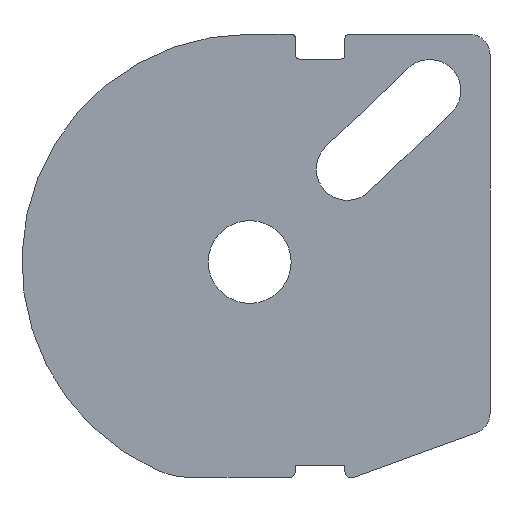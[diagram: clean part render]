
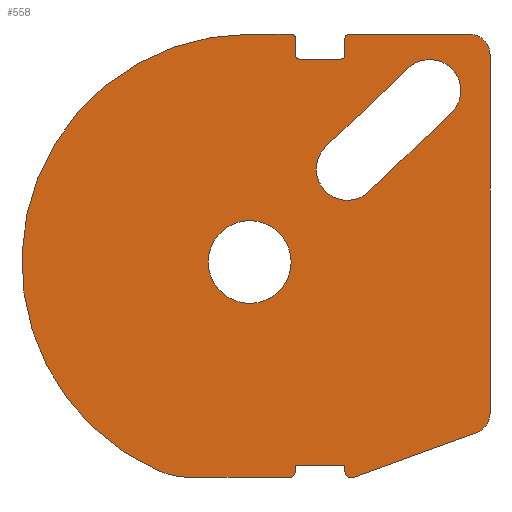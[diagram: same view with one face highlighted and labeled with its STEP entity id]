
A CAD part, left-side view. The second image highlights one B-rep face of the part: STEP entity #558.
In plain terms, the highlighted planar face has unit normal (-1, 0, 0).
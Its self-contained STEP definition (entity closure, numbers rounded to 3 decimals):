
#15=FACE_BOUND('',#68,.T.);
#16=FACE_BOUND('',#69,.T.);
#21=PLANE('',#592);
#37=FACE_OUTER_BOUND('',#67,.T.);
#67=EDGE_LOOP('',(#383,#384,#385,#386,#387,#388,#389,#390,#391,#392,#393,
#394,#395,#396,#397,#398,#399,#400,#401,#402,#403,#404,#405));
#68=EDGE_LOOP('',(#406,#407,#408,#409));
#69=EDGE_LOOP('',(#410));
#102=LINE('',#835,#155);
#105=LINE('',#841,#158);
#106=LINE('',#845,#159);
#107=LINE('',#849,#160);
#108=LINE('',#853,#161);
#109=LINE('',#857,#162);
#110=LINE('',#861,#163);
#111=LINE('',#865,#164);
#112=LINE('',#869,#165);
#113=LINE('',#873,#166);
#114=LINE('',#877,#167);
#115=LINE('',#883,#168);
#116=LINE('',#887,#169);
#155=VECTOR('',#660,23.677);
#158=VECTOR('',#665,1.);
#159=VECTOR('',#668,11.);
#160=VECTOR('',#671,1.097);
#161=VECTOR('',#674,31.603);
#162=VECTOR('',#677,86.499);
#163=VECTOR('',#680,29.);
#164=VECTOR('',#683,4.);
#165=VECTOR('',#686,10.);
#166=VECTOR('',#689,4.);
#167=VECTOR('',#692,10.);
#168=VECTOR('',#697,27.223);
#169=VECTOR('',#700,27.22);
#207=CIRCLE('',#590,1.5);
#208=CIRCLE('',#593,0.5);
#209=CIRCLE('',#594,0.5);
#210=CIRCLE('',#595,1.5);
#211=CIRCLE('',#596,5.);
#212=CIRCLE('',#597,5.);
#213=CIRCLE('',#598,1.);
#214=CIRCLE('',#599,1.);
#215=CIRCLE('',#600,1.);
#216=CIRCLE('',#601,1.);
#217=CIRCLE('',#602,55.);
#218=CIRCLE('',#603,20.);
#219=CIRCLE('',#604,7.5);
#220=CIRCLE('',#605,7.5);
#221=CIRCLE('',#606,10.);
#238=VERTEX_POINT('',#828);
#239=VERTEX_POINT('',#830);
#240=VERTEX_POINT('',#834);
#242=VERTEX_POINT('',#840);
#243=VERTEX_POINT('',#842);
#244=VERTEX_POINT('',#844);
#245=VERTEX_POINT('',#846);
#246=VERTEX_POINT('',#848);
#247=VERTEX_POINT('',#850);
#248=VERTEX_POINT('',#852);
#249=VERTEX_POINT('',#854);
#250=VERTEX_POINT('',#856);
#251=VERTEX_POINT('',#858);
#252=VERTEX_POINT('',#860);
#253=VERTEX_POINT('',#862);
#254=VERTEX_POINT('',#864);
#255=VERTEX_POINT('',#866);
#256=VERTEX_POINT('',#868);
#257=VERTEX_POINT('',#870);
#258=VERTEX_POINT('',#872);
#259=VERTEX_POINT('',#874);
#260=VERTEX_POINT('',#876);
#261=VERTEX_POINT('',#878);
#262=VERTEX_POINT('',#881);
#263=VERTEX_POINT('',#882);
#264=VERTEX_POINT('',#884);
#265=VERTEX_POINT('',#886);
#266=VERTEX_POINT('',#889);
#294=EDGE_CURVE('',#238,#239,#207,.T.);
#296=EDGE_CURVE('',#239,#240,#102,.T.);
#299=EDGE_CURVE('',#242,#238,#105,.T.);
#300=EDGE_CURVE('',#243,#242,#208,.T.);
#301=EDGE_CURVE('',#244,#243,#106,.T.);
#302=EDGE_CURVE('',#245,#244,#209,.T.);
#303=EDGE_CURVE('',#246,#245,#107,.T.);
#304=EDGE_CURVE('',#247,#246,#210,.T.);
#305=EDGE_CURVE('',#248,#247,#108,.T.);
#306=EDGE_CURVE('',#249,#248,#211,.T.);
#307=EDGE_CURVE('',#250,#249,#109,.T.);
#308=EDGE_CURVE('',#251,#250,#212,.T.);
#309=EDGE_CURVE('',#252,#251,#110,.T.);
#310=EDGE_CURVE('',#253,#252,#213,.T.);
#311=EDGE_CURVE('',#254,#253,#111,.T.);
#312=EDGE_CURVE('',#255,#254,#214,.T.);
#313=EDGE_CURVE('',#256,#255,#112,.T.);
#314=EDGE_CURVE('',#257,#256,#215,.T.);
#315=EDGE_CURVE('',#258,#257,#113,.T.);
#316=EDGE_CURVE('',#259,#258,#216,.T.);
#317=EDGE_CURVE('',#260,#259,#114,.T.);
#318=EDGE_CURVE('',#261,#260,#217,.T.);
#319=EDGE_CURVE('',#240,#261,#218,.T.);
#320=EDGE_CURVE('',#262,#263,#115,.T.);
#321=EDGE_CURVE('',#263,#264,#219,.T.);
#322=EDGE_CURVE('',#264,#265,#116,.T.);
#323=EDGE_CURVE('',#265,#262,#220,.T.);
#324=EDGE_CURVE('',#266,#266,#221,.T.);
#383=ORIENTED_EDGE('',*,*,#294,.F.);
#384=ORIENTED_EDGE('',*,*,#299,.F.);
#385=ORIENTED_EDGE('',*,*,#300,.F.);
#386=ORIENTED_EDGE('',*,*,#301,.F.);
#387=ORIENTED_EDGE('',*,*,#302,.F.);
#388=ORIENTED_EDGE('',*,*,#303,.F.);
#389=ORIENTED_EDGE('',*,*,#304,.F.);
#390=ORIENTED_EDGE('',*,*,#305,.F.);
#391=ORIENTED_EDGE('',*,*,#306,.F.);
#392=ORIENTED_EDGE('',*,*,#307,.F.);
#393=ORIENTED_EDGE('',*,*,#308,.F.);
#394=ORIENTED_EDGE('',*,*,#309,.F.);
#395=ORIENTED_EDGE('',*,*,#310,.F.);
#396=ORIENTED_EDGE('',*,*,#311,.F.);
#397=ORIENTED_EDGE('',*,*,#312,.F.);
#398=ORIENTED_EDGE('',*,*,#313,.F.);
#399=ORIENTED_EDGE('',*,*,#314,.F.);
#400=ORIENTED_EDGE('',*,*,#315,.F.);
#401=ORIENTED_EDGE('',*,*,#316,.F.);
#402=ORIENTED_EDGE('',*,*,#317,.F.);
#403=ORIENTED_EDGE('',*,*,#318,.F.);
#404=ORIENTED_EDGE('',*,*,#319,.F.);
#405=ORIENTED_EDGE('',*,*,#296,.F.);
#406=ORIENTED_EDGE('',*,*,#320,.T.);
#407=ORIENTED_EDGE('',*,*,#321,.T.);
#408=ORIENTED_EDGE('',*,*,#322,.T.);
#409=ORIENTED_EDGE('',*,*,#323,.T.);
#410=ORIENTED_EDGE('',*,*,#324,.T.);
#558=ADVANCED_FACE('',(#37,#15,#16),#21,.F.);
#590=AXIS2_PLACEMENT_3D('',#831,#655,#656);
#592=AXIS2_PLACEMENT_3D('',#839,#663,#664);
#593=AXIS2_PLACEMENT_3D('',#843,#666,#667);
#594=AXIS2_PLACEMENT_3D('',#847,#669,#670);
#595=AXIS2_PLACEMENT_3D('',#851,#672,#673);
#596=AXIS2_PLACEMENT_3D('',#855,#675,#676);
#597=AXIS2_PLACEMENT_3D('',#859,#678,#679);
#598=AXIS2_PLACEMENT_3D('',#863,#681,#682);
#599=AXIS2_PLACEMENT_3D('',#867,#684,#685);
#600=AXIS2_PLACEMENT_3D('',#871,#687,#688);
#601=AXIS2_PLACEMENT_3D('',#875,#690,#691);
#602=AXIS2_PLACEMENT_3D('',#879,#693,#694);
#603=AXIS2_PLACEMENT_3D('',#880,#695,#696);
#604=AXIS2_PLACEMENT_3D('',#885,#698,#699);
#605=AXIS2_PLACEMENT_3D('',#888,#701,#702);
#606=AXIS2_PLACEMENT_3D('',#890,#703,#704);
#655=DIRECTION('center_axis',(1.,0.,0.));
#656=DIRECTION('ref_axis',(0.,-0.707,-0.707));
#660=DIRECTION('',(0.,1.,0.));
#663=DIRECTION('center_axis',(1.,0.,0.));
#664=DIRECTION('ref_axis',(0.,0.,-1.));
#665=DIRECTION('',(0.,0.,-1.));
#666=DIRECTION('center_axis',(-1.,0.,0.));
#667=DIRECTION('ref_axis',(0.,-1.,0.));
#668=DIRECTION('',(0.,1.,0.));
#669=DIRECTION('center_axis',(-1.,0.,0.));
#670=DIRECTION('ref_axis',(0.,0.,-1.));
#671=DIRECTION('',(0.,0.,1.));
#672=DIRECTION('center_axis',(1.,0.,0.));
#673=DIRECTION('ref_axis',(0.,0.574,-0.819));
#674=DIRECTION('',(0.,0.94,-0.342));
#675=DIRECTION('center_axis',(1.,0.,0.));
#676=DIRECTION('ref_axis',(0.,-0.819,-0.574));
#677=DIRECTION('',(0.,0.,-1.));
#678=DIRECTION('center_axis',(1.,0.,0.));
#679=DIRECTION('ref_axis',(0.,0.,1.));
#680=DIRECTION('',(0.,-1.,0.));
#681=DIRECTION('center_axis',(1.,0.,0.));
#682=DIRECTION('ref_axis',(0.,1.,0.));
#683=DIRECTION('',(0.,0.,1.));
#684=DIRECTION('center_axis',(-1.,0.,0.));
#685=DIRECTION('ref_axis',(0.,1.,0.));
#686=DIRECTION('',(0.,-1.,0.));
#687=DIRECTION('center_axis',(-1.,0.,0.));
#688=DIRECTION('ref_axis',(0.,0.,1.));
#689=DIRECTION('',(0.,0.,-1.));
#690=DIRECTION('center_axis',(1.,0.,0.));
#691=DIRECTION('ref_axis',(0.,0.,1.));
#692=DIRECTION('',(0.,-1.,0.));
#693=DIRECTION('center_axis',(1.,0.,0.));
#694=DIRECTION('ref_axis',(0.,0.405,-0.914));
#695=DIRECTION('center_axis',(1.,0.,0.));
#696=DIRECTION('ref_axis',(0.,0.,-1.));
#697=DIRECTION('',(0.,0.724,-0.69));
#698=DIRECTION('center_axis',(1.,0.,0.));
#699=DIRECTION('ref_axis',(0.,-0.69,-0.724));
#700=DIRECTION('',(0.,-0.725,0.689));
#701=DIRECTION('center_axis',(1.,0.,0.));
#702=DIRECTION('ref_axis',(0.,0.716,0.698));
#703=DIRECTION('center_axis',(1.,0.,0.));
#704=DIRECTION('ref_axis',(0.,-1.,0.));
#828=CARTESIAN_POINT('',(0.,-11.,-50.5));
#830=CARTESIAN_POINT('',(0.,-9.5,-52.));
#831=CARTESIAN_POINT('Origin',(0.,-9.5,-50.5));
#834=CARTESIAN_POINT('',(0.,14.177,-52.));
#835=CARTESIAN_POINT('',(0.,-11.,-52.));
#839=CARTESIAN_POINT('Origin',(0.,-12.405,2.05));
#840=CARTESIAN_POINT('',(0.,-11.,-49.5));
#841=CARTESIAN_POINT('',(0.,-11.,-49.5));
#842=CARTESIAN_POINT('',(0.,-11.5,-49.));
#843=CARTESIAN_POINT('Origin',(0.,-11.5,-49.5));
#844=CARTESIAN_POINT('',(0.,-22.5,-49.));
#845=CARTESIAN_POINT('',(0.,-22.5,-49.));
#846=CARTESIAN_POINT('',(0.,-23.,-49.5));
#847=CARTESIAN_POINT('Origin',(0.,-22.5,-49.5));
#848=CARTESIAN_POINT('',(0.,-23.,-50.597));
#849=CARTESIAN_POINT('',(0.,-23.,-52.739));
#850=CARTESIAN_POINT('',(0.,-25.013,-52.006));
#851=CARTESIAN_POINT('Origin',(0.,-24.5,-50.597));
#852=CARTESIAN_POINT('',(0.,-54.71,-41.197));
#853=CARTESIAN_POINT('',(0.,-58.,-40.));
#854=CARTESIAN_POINT('',(0.,-58.,-36.499));
#855=CARTESIAN_POINT('Origin',(0.,-53.,-36.499));
#856=CARTESIAN_POINT('',(0.,-58.,50.));
#857=CARTESIAN_POINT('',(0.,-58.,0.));
#858=CARTESIAN_POINT('',(0.,-53.,55.));
#859=CARTESIAN_POINT('Origin',(0.,-53.,50.));
#860=CARTESIAN_POINT('',(0.,-24.,55.));
#861=CARTESIAN_POINT('',(0.,-24.,55.));
#862=CARTESIAN_POINT('',(0.,-23.,54.));
#863=CARTESIAN_POINT('Origin',(0.,-24.,54.));
#864=CARTESIAN_POINT('',(0.,-23.,50.));
#865=CARTESIAN_POINT('',(0.,-23.,50.));
#866=CARTESIAN_POINT('',(0.,-22.,49.));
#867=CARTESIAN_POINT('Origin',(0.,-22.,50.));
#868=CARTESIAN_POINT('',(0.,-12.,49.));
#869=CARTESIAN_POINT('',(0.,-12.,49.));
#870=CARTESIAN_POINT('',(0.,-11.,50.));
#871=CARTESIAN_POINT('Origin',(0.,-12.,50.));
#872=CARTESIAN_POINT('',(0.,-11.,54.));
#873=CARTESIAN_POINT('',(0.,-11.,54.));
#874=CARTESIAN_POINT('',(0.,-10.,55.));
#875=CARTESIAN_POINT('Origin',(0.,-10.,54.));
#876=CARTESIAN_POINT('',(0.,0.,55.));
#877=CARTESIAN_POINT('',(0.,0.,55.));
#878=CARTESIAN_POINT('',(0.,22.279,-50.286));
#879=CARTESIAN_POINT('Origin',(0.,0.,0.));
#880=CARTESIAN_POINT('Origin',(0.,14.177,-32.));
#881=CARTESIAN_POINT('',(0.,-48.431,35.744));
#882=CARTESIAN_POINT('',(0.,-28.714,16.973));
#883=CARTESIAN_POINT('',(0.,-30.769,18.93));
#884=CARTESIAN_POINT('',(0.,-18.373,27.839));
#885=CARTESIAN_POINT('Origin',(0.,-23.543,22.405));
#886=CARTESIAN_POINT('',(0.,-38.095,46.601));
#887=CARTESIAN_POINT('',(0.,-10.368,20.223));
#888=CARTESIAN_POINT('Origin',(0.,-43.463,41.364));
#889=CARTESIAN_POINT('',(0.,10.,0.));
#890=CARTESIAN_POINT('Origin',(0.,0.,0.));
